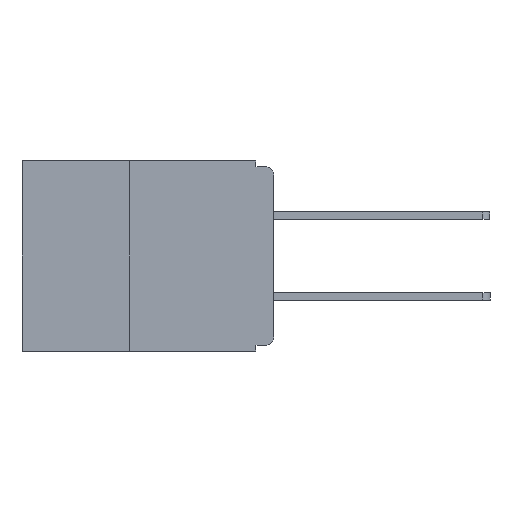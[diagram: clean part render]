
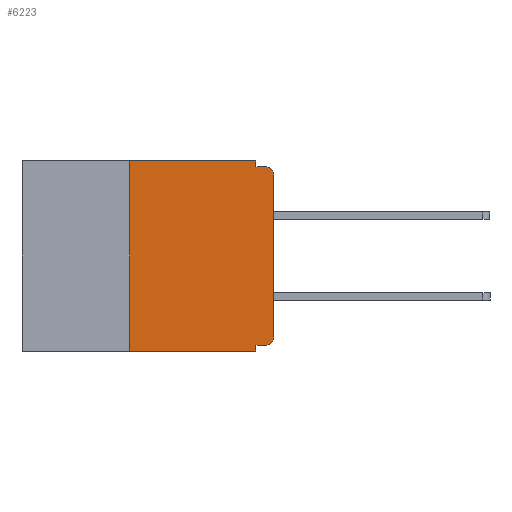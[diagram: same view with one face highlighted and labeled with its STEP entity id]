
A CAD part, left-side view. The second image highlights one B-rep face of the part: STEP entity #6223.
In plain terms, the highlighted planar face has unit normal (-1, 0, 0).
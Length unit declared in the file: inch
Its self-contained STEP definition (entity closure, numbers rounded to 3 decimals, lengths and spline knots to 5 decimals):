
#51 = CARTESIAN_POINT ( 'NONE',  ( 0., 0.25, 0. ) ) ;
#675 = DIRECTION ( 'NONE',  ( -1., 0., 0. ) ) ;
#806 = ORIENTED_EDGE ( 'NONE', *, *, #3118, .T. ) ;
#892 = EDGE_CURVE ( 'NONE', #7926, #16133, #10296, .T. ) ;
#1035 = CARTESIAN_POINT ( 'NONE',  ( 0., 0.015, -0.32 ) ) ;
#1184 = VERTEX_POINT ( 'NONE', #10210 ) ;
#1445 = CARTESIAN_POINT ( 'NONE',  ( 0., 0.25, -0.33 ) ) ;
#1838 = LINE ( 'NONE', #17255, #12989 ) ;
#2905 = VECTOR ( 'NONE', #3053, 39.37008 ) ;
#2986 = VECTOR ( 'NONE', #15863, 39.37008 ) ;
#3015 = DIRECTION ( 'NONE',  ( 0., 0., 1. ) ) ;
#3053 = DIRECTION ( 'NONE',  ( 0., 0., 1. ) ) ;
#3118 = EDGE_CURVE ( 'NONE', #16133, #10616, #5001, .T. ) ;
#3360 = LINE ( 'NONE', #1445, #2905 ) ;
#3444 = EDGE_CURVE ( 'NONE', #11653, #10328, #3360, .T. ) ;
#3494 = AXIS2_PLACEMENT_3D ( 'NONE', #12962, #14384, #14328 ) ;
#3881 = CARTESIAN_POINT ( 'NONE',  ( 0., 0., -0.025 ) ) ;
#3916 = VERTEX_POINT ( 'NONE', #4323 ) ;
#3969 = VECTOR ( 'NONE', #10749, 39.37008 ) ;
#4323 = CARTESIAN_POINT ( 'NONE',  ( 0., 0.015, -0.01 ) ) ;
#4914 = LINE ( 'NONE', #16450, #12179 ) ;
#5001 = LINE ( 'NONE', #10621, #8399 ) ;
#5414 = EDGE_CURVE ( 'NONE', #10328, #17641, #4914, .T. ) ;
#5777 = EDGE_CURVE ( 'NONE', #7926, #10401, #17692, .T. ) ;
#5785 = VECTOR ( 'NONE', #11733, 39.37008 ) ;
#5886 = EDGE_CURVE ( 'NONE', #11653, #1184, #8301, .T. ) ;
#6223 = ADVANCED_FACE ( 'NONE', ( #10073 ), #7348, .F. ) ;
#6531 = ORIENTED_EDGE ( 'NONE', *, *, #3444, .F. ) ;
#7196 = CARTESIAN_POINT ( 'NONE',  ( 0., 0., -0.01 ) ) ;
#7202 = DIRECTION ( 'NONE',  ( 0., 0., -1. ) ) ;
#7276 = DIRECTION ( 'NONE',  ( 1., 0., 0. ) ) ;
#7348 = PLANE ( 'NONE',  #16355 ) ;
#7471 = CARTESIAN_POINT ( 'NONE',  ( 0., 0.437, 0. ) ) ;
#7915 = ORIENTED_EDGE ( 'NONE', *, *, #11267, .F. ) ;
#7926 = VERTEX_POINT ( 'NONE', #1035 ) ;
#8077 = EDGE_CURVE ( 'NONE', #16776, #3916, #14171, .T. ) ;
#8252 = LINE ( 'NONE', #9742, #15487 ) ;
#8301 = LINE ( 'NONE', #10762, #3969 ) ;
#8399 = VECTOR ( 'NONE', #3015, 39.37008 ) ;
#8568 = ORIENTED_EDGE ( 'NONE', *, *, #12088, .F. ) ;
#8798 = ORIENTED_EDGE ( 'NONE', *, *, #5777, .F. ) ;
#8987 = CARTESIAN_POINT ( 'NONE',  ( 0., 0., -0.305 ) ) ;
#9373 = CARTESIAN_POINT ( 'NONE',  ( 0., 0.015, -0.025 ) ) ;
#9742 = CARTESIAN_POINT ( 'NONE',  ( 0., 0.031, -0.33 ) ) ;
#10073 = FACE_OUTER_BOUND ( 'NONE', #15881, .T. ) ;
#10210 = CARTESIAN_POINT ( 'NONE',  ( 0., 0.031, -0.33 ) ) ;
#10296 = CIRCLE ( 'NONE', #3494, 0.015 ) ;
#10328 = VERTEX_POINT ( 'NONE', #51 ) ;
#10401 = VERTEX_POINT ( 'NONE', #17787 ) ;
#10485 = CARTESIAN_POINT ( 'NONE',  ( 0., 0.031, -0.01 ) ) ;
#10616 = VERTEX_POINT ( 'NONE', #3881 ) ;
#10621 = CARTESIAN_POINT ( 'NONE',  ( 0., 0., 0. ) ) ;
#10749 = DIRECTION ( 'NONE',  ( 0., -1., 0. ) ) ;
#10762 = CARTESIAN_POINT ( 'NONE',  ( 0., 0.437, -0.33 ) ) ;
#10837 = DIRECTION ( 'NONE',  ( 0., 0., -1. ) ) ;
#11267 = EDGE_CURVE ( 'NONE', #10401, #1184, #8252, .T. ) ;
#11653 = VERTEX_POINT ( 'NONE', #15006 ) ;
#11733 = DIRECTION ( 'NONE',  ( 0., 1., 0. ) ) ;
#11867 = CARTESIAN_POINT ( 'NONE',  ( 0., 0., -0.32 ) ) ;
#12088 = EDGE_CURVE ( 'NONE', #17641, #16776, #1838, .T. ) ;
#12179 = VECTOR ( 'NONE', #16340, 39.37008 ) ;
#12910 = ORIENTED_EDGE ( 'NONE', *, *, #5414, .F. ) ;
#12962 = CARTESIAN_POINT ( 'NONE',  ( 0., 0.015, -0.305 ) ) ;
#12989 = VECTOR ( 'NONE', #13057, 39.37008 ) ;
#13057 = DIRECTION ( 'NONE',  ( 0., 0., -1. ) ) ;
#13916 = CIRCLE ( 'NONE', #17629, 0.015 ) ;
#14171 = LINE ( 'NONE', #7196, #2986 ) ;
#14328 = DIRECTION ( 'NONE',  ( 0., 0., -1. ) ) ;
#14384 = DIRECTION ( 'NONE',  ( -1., 0., 0. ) ) ;
#15006 = CARTESIAN_POINT ( 'NONE',  ( 0., 0.25, -0.33 ) ) ;
#15487 = VECTOR ( 'NONE', #16930, 39.37008 ) ;
#15863 = DIRECTION ( 'NONE',  ( 0., -1., 0. ) ) ;
#15881 = EDGE_LOOP ( 'NONE', ( #806, #18158, #18173, #8568, #12910, #6531, #18392, #7915, #8798, #16907 ) ) ;
#16133 = VERTEX_POINT ( 'NONE', #8987 ) ;
#16340 = DIRECTION ( 'NONE',  ( 0., -1., 0. ) ) ;
#16355 = AXIS2_PLACEMENT_3D ( 'NONE', #7471, #7276, #7202 ) ;
#16450 = CARTESIAN_POINT ( 'NONE',  ( 0., 0.437, 0. ) ) ;
#16776 = VERTEX_POINT ( 'NONE', #10485 ) ;
#16907 = ORIENTED_EDGE ( 'NONE', *, *, #892, .T. ) ;
#16930 = DIRECTION ( 'NONE',  ( 0., 0., -1. ) ) ;
#17255 = CARTESIAN_POINT ( 'NONE',  ( 0., 0.031, 0. ) ) ;
#17629 = AXIS2_PLACEMENT_3D ( 'NONE', #9373, #675, #10837 ) ;
#17641 = VERTEX_POINT ( 'NONE', #18473 ) ;
#17692 = LINE ( 'NONE', #11867, #5785 ) ;
#17787 = CARTESIAN_POINT ( 'NONE',  ( 0., 0.031, -0.32 ) ) ;
#18005 = EDGE_CURVE ( 'NONE', #10616, #3916, #13916, .T. ) ;
#18158 = ORIENTED_EDGE ( 'NONE', *, *, #18005, .T. ) ;
#18173 = ORIENTED_EDGE ( 'NONE', *, *, #8077, .F. ) ;
#18392 = ORIENTED_EDGE ( 'NONE', *, *, #5886, .T. ) ;
#18473 = CARTESIAN_POINT ( 'NONE',  ( 0., 0.031, 0. ) ) ;
